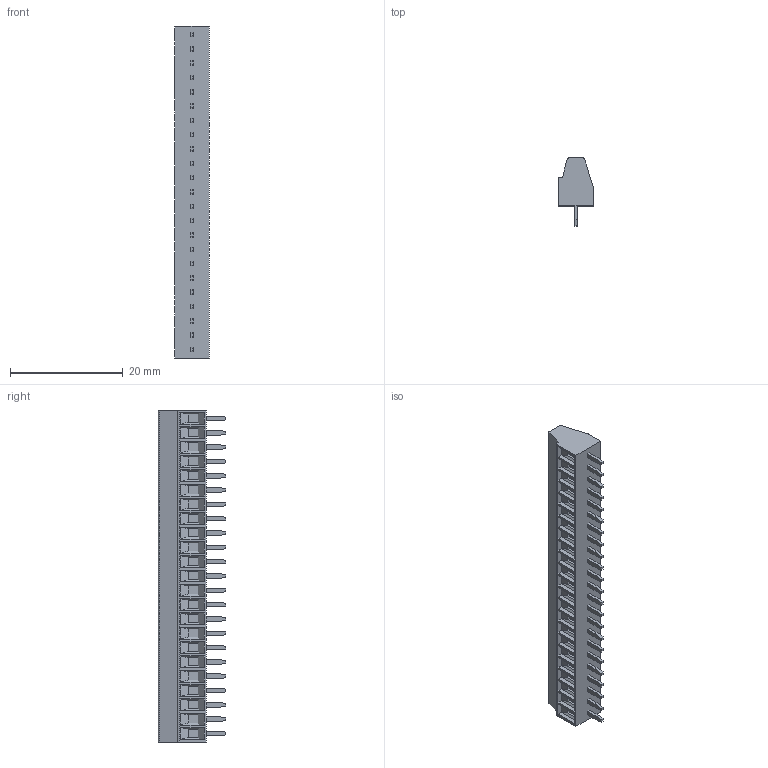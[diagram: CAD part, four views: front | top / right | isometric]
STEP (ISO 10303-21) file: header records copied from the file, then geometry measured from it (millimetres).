
FILE_DESCRIPTION((''),'2;1');
FILE_NAME('PRT0008','2024-08-24T10:23:13',('tluser'),(''),'CREO PARAMETRIC BY PTC INC, 2018100','CREO PARAMETRIC BY PTC INC, 2018100','');
FILE_SCHEMA(('AUTOMOTIVE_DESIGN { 1 0 10303 214 1 1 1 1 }'));
Length unit declared in the file: millimetre
Products named in the file (1): PRT0008
Bounding box: 6.2 x 12 x 58.88 mm (x, y, z)
Volume: 2350 mm3; surface area: 2352.5 mm2
Topology: 1 solids, 1 shells, 611 faces, 1482 edges, 942 vertices
Faces by surface type: plane 561, cylinder 50
Entity records: 17598 total; most frequent: CARTESIAN_POINT 3046, ORIENTED_EDGE 2964, DIRECTION 2909, EDGE_CURVE 1482, VECTOR 1290, LINE 1290, VERTEX_POINT 942, AXIS2_PLACEMENT_3D 808
